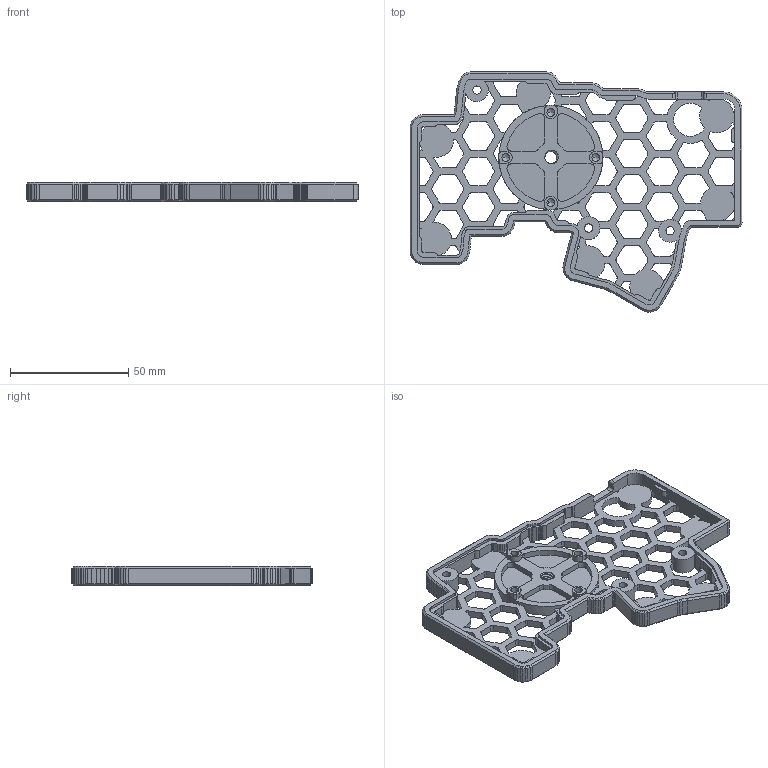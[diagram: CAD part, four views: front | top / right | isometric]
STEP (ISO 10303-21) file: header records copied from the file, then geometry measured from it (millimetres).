
FILE_DESCRIPTION (( 'STEP AP203' ), '1' );
FILE_NAME ('Dilemma Case Integrated Tenting Puck.STEP', '2022-10-30T17:16:25', ( '' ), ( '' ), 'SwSTEP 2.0', 'SolidWorks 2022', '' );
FILE_SCHEMA (( 'CONFIG_CONTROL_DESIGN' ));
Products named in the file (1): Dilemma Case Integrated Tenting Puck
Bounding box: 140.51 x 101.62 x 8.2 mm (x, y, z)
Volume: 28431.5 mm3; surface area: 25868.7 mm2
Topology: 1 solids, 1 shells, 1450 faces, 4109 edges, 2629 vertices
Faces by surface type: plane 1092, cylinder 343, cone 12, bspline 3
Entity records: 47570 total; most frequent: CARTESIAN_POINT 9286, ORIENTED_EDGE 8202, DIRECTION 7686, EDGE_CURVE 4101, LINE 3348, VECTOR 3348, VERTEX_POINT 2629, AXIS2_PLACEMENT_3D 2169
